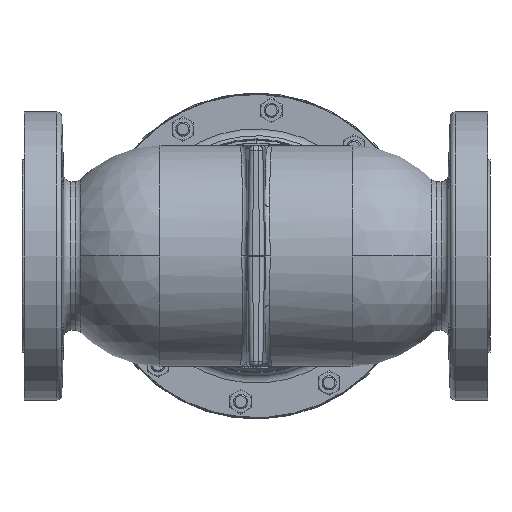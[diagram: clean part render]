
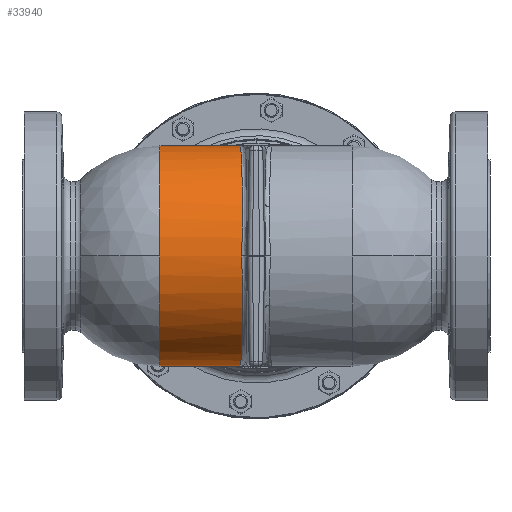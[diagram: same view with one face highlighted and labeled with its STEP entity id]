
A CAD part, front view. The second image highlights one B-rep face of the part: STEP entity #33940.
In plain terms, the highlighted cylindrical face has radius 73.025 mm (diameter 146.05 mm), a partial arc.
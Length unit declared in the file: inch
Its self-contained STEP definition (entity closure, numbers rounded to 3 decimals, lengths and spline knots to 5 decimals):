
#1703 = CARTESIAN_POINT ( 'NONE',  ( -2.5, 0., 0. ) ) ;
#3056 = CARTESIAN_POINT ( 'NONE',  ( -0.36108, -1.68414, 2.875 ) ) ;
#4251 = ORIENTED_EDGE ( 'NONE', *, *, #53489, .F. ) ;
#4898 = CARTESIAN_POINT ( 'NONE',  ( -0.42245, 0., 2.875 ) ) ;
#5998 = AXIS2_PLACEMENT_3D ( 'NONE', #14013, #44239, #18404 ) ;
#6172 = DIRECTION ( 'NONE',  ( 0., 0., 1. ) ) ;
#6674 = VECTOR ( 'NONE', #16501, 39.37008 ) ;
#7495 =( BOUNDED_CURVE ( )  B_SPLINE_CURVE ( 3, ( #54711, #50444, #3056, #33672 ),
 .UNSPECIFIED., .F., .F. ) 
 B_SPLINE_CURVE_WITH_KNOTS ( ( 4, 4 ),
 ( 2.67813, 4.24892 ),
 .UNSPECIFIED. ) 
 CURVE ( )  GEOMETRIC_REPRESENTATION_ITEM ( )  RATIONAL_B_SPLINE_CURVE ( ( 1., 0.805, 0.805, 1. ) ) 
 REPRESENTATION_ITEM ( '' )  );
#8175 = CARTESIAN_POINT ( 'NONE',  ( -0.42245, 0., -2.875 ) ) ;
#10520 = VERTEX_POINT ( 'NONE', #31987 ) ;
#11033 = LINE ( 'NONE', #53337, #21359 ) ;
#11243 = VERTEX_POINT ( 'NONE', #27804 ) ;
#12100 = CARTESIAN_POINT ( 'NONE',  ( 0., 0., 2.875 ) ) ;
#12780 = CARTESIAN_POINT ( 'NONE',  ( -0.37004, -2.875, 0. ) ) ;
#13112 = VERTEX_POINT ( 'NONE', #42666 ) ;
#14013 = CARTESIAN_POINT ( 'NONE',  ( -2.5, 0., 0. ) ) ;
#14674 = VERTEX_POINT ( 'NONE', #4898 ) ;
#15660 = CYLINDRICAL_SURFACE ( 'NONE', #52702, 2.875 ) ;
#16501 = DIRECTION ( 'NONE',  ( -1., 0., 0. ) ) ;
#18404 = DIRECTION ( 'NONE',  ( 0., 0., 1. ) ) ;
#19575 = CIRCLE ( 'NONE', #43682, 2.875 ) ;
#19614 = CIRCLE ( 'NONE', #5998, 2.875 ) ;
#21359 = VECTOR ( 'NONE', #53906, 39.37008 ) ;
#22540 = DIRECTION ( 'NONE',  ( -1., 0., 0. ) ) ;
#23536 = ORIENTED_EDGE ( 'NONE', *, *, #45105, .F. ) ;
#26953 = ORIENTED_EDGE ( 'NONE', *, *, #38790, .T. ) ;
#26975 = CARTESIAN_POINT ( 'NONE',  ( 0., 0., 0. ) ) ;
#27376 = FACE_OUTER_BOUND ( 'NONE', #31715, .T. ) ;
#27804 = CARTESIAN_POINT ( 'NONE',  ( -0.42245, 0., -2.875 ) ) ;
#30217 = VERTEX_POINT ( 'NONE', #53147 ) ;
#31069 =( BOUNDED_CURVE ( )  B_SPLINE_CURVE ( 3, ( #8175, #38678, #38857, #12780 ),
 .UNSPECIFIED., .F., .F. ) 
 B_SPLINE_CURVE_WITH_KNOTS ( ( 4, 4 ),
 ( 2.03426, 3.60506 ),
 .UNSPECIFIED. ) 
 CURVE ( )  GEOMETRIC_REPRESENTATION_ITEM ( )  RATIONAL_B_SPLINE_CURVE ( ( 1., 0.805, 0.805, 1. ) ) 
 REPRESENTATION_ITEM ( '' )  );
#31685 = EDGE_CURVE ( 'NONE', #11243, #13112, #11033, .T. ) ;
#31715 = EDGE_LOOP ( 'NONE', ( #37677, #26953, #35673, #49132, #23536, #4251 ) ) ;
#31987 = CARTESIAN_POINT ( 'NONE',  ( -2.5, -2.875, 0. ) ) ;
#32400 = DIRECTION ( 'NONE',  ( -1., 0., 0. ) ) ;
#33672 = CARTESIAN_POINT ( 'NONE',  ( -0.42245, 0., 2.875 ) ) ;
#33940 = ADVANCED_FACE ( 'NONE', ( #27376 ), #15660, .T. ) ;
#35487 = DIRECTION ( 'NONE',  ( 0., 0., 1. ) ) ;
#35673 = ORIENTED_EDGE ( 'NONE', *, *, #40521, .T. ) ;
#37677 = ORIENTED_EDGE ( 'NONE', *, *, #31685, .F. ) ;
#38678 = CARTESIAN_POINT ( 'NONE',  ( -0.36108, -1.68414, -2.875 ) ) ;
#38790 = EDGE_CURVE ( 'NONE', #11243, #30217, #31069, .T. ) ;
#38857 = CARTESIAN_POINT ( 'NONE',  ( -0.33936, -2.875, -1.68414 ) ) ;
#40521 = EDGE_CURVE ( 'NONE', #30217, #14674, #7495, .T. ) ;
#41975 = EDGE_CURVE ( 'NONE', #14674, #48196, #42632, .T. ) ;
#42632 = LINE ( 'NONE', #12100, #6674 ) ;
#42666 = CARTESIAN_POINT ( 'NONE',  ( -2.5, 0., -2.875 ) ) ;
#43682 = AXIS2_PLACEMENT_3D ( 'NONE', #1703, #32400, #6172 ) ;
#44239 = DIRECTION ( 'NONE',  ( -1., 0., 0. ) ) ;
#45105 = EDGE_CURVE ( 'NONE', #10520, #48196, #19614, .T. ) ;
#48196 = VERTEX_POINT ( 'NONE', #50227 ) ;
#49132 = ORIENTED_EDGE ( 'NONE', *, *, #41975, .T. ) ;
#50227 = CARTESIAN_POINT ( 'NONE',  ( -2.5, 0., 2.875 ) ) ;
#50444 = CARTESIAN_POINT ( 'NONE',  ( -0.33936, -2.875, 1.68414 ) ) ;
#52702 = AXIS2_PLACEMENT_3D ( 'NONE', #26975, #22540, #35487 ) ;
#53147 = CARTESIAN_POINT ( 'NONE',  ( -0.37004, -2.875, 0. ) ) ;
#53337 = CARTESIAN_POINT ( 'NONE',  ( 0., 0., -2.875 ) ) ;
#53489 = EDGE_CURVE ( 'NONE', #13112, #10520, #19575, .T. ) ;
#53906 = DIRECTION ( 'NONE',  ( -1., 0., 0. ) ) ;
#54711 = CARTESIAN_POINT ( 'NONE',  ( -0.37004, -2.875, 0. ) ) ;
